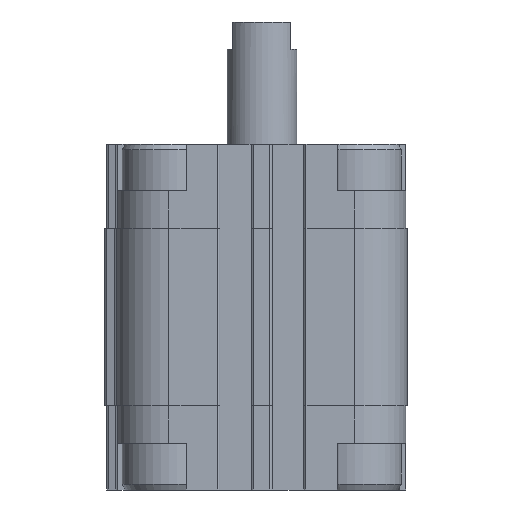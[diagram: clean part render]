
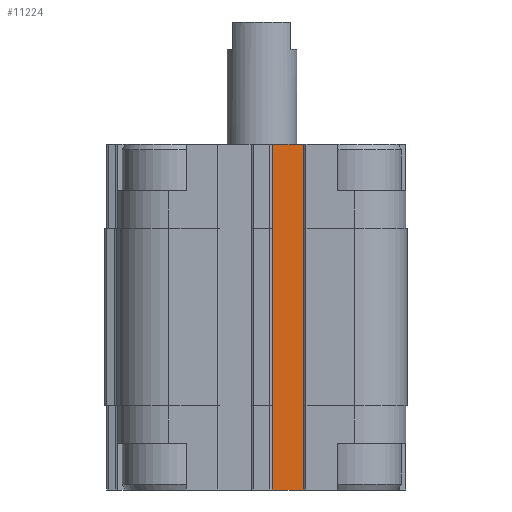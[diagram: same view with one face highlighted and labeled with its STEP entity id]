
A CAD part, left-side view. The second image highlights one B-rep face of the part: STEP entity #11224.
In plain terms, the highlighted face is planar.
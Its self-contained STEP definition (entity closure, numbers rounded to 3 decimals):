
#154=LINE('',#16923,#1208);
#345=LINE('',#17602,#1399);
#346=LINE('',#17604,#1400);
#347=LINE('',#17606,#1401);
#1208=VECTOR('',#13179,1000.);
#1399=VECTOR('',#13772,1000.);
#1400=VECTOR('',#13775,1000.);
#1401=VECTOR('',#13776,1000.);
#2218=PLANE('',#12102);
#3682=ORIENTED_EDGE('',*,*,#6562,.F.);
#3683=ORIENTED_EDGE('',*,*,#6895,.F.);
#3684=ORIENTED_EDGE('',*,*,#6896,.T.);
#3685=ORIENTED_EDGE('',*,*,#6897,.T.);
#6562=EDGE_CURVE('',#8212,#8213,#154,.T.);
#6895=EDGE_CURVE('',#8499,#8212,#345,.T.);
#6896=EDGE_CURVE('',#8499,#8500,#346,.T.);
#6897=EDGE_CURVE('',#8500,#8213,#347,.T.);
#8212=VERTEX_POINT('',#16922);
#8213=VERTEX_POINT('',#16924);
#8499=VERTEX_POINT('',#17601);
#8500=VERTEX_POINT('',#17605);
#9652=EDGE_LOOP('',(#3682,#3683,#3684,#3685));
#10426=FACE_BOUND('',#9652,.T.);
#11224=ADVANCED_FACE('',(#10426),#2218,.T.);
#12102=AXIS2_PLACEMENT_3D('',#17603,#13773,#13774);
#13179=DIRECTION('',(0.,1.,0.));
#13772=DIRECTION('',(0.,0.,1.));
#13773=DIRECTION('',(1.,0.,0.));
#13774=DIRECTION('',(0.,0.,-1.));
#13775=DIRECTION('',(0.,1.,0.));
#13776=DIRECTION('',(0.,0.,1.));
#16922=CARTESIAN_POINT('',(19.9,1.5,0.));
#16923=CARTESIAN_POINT('',(19.9,1.5,0.));
#16924=CARTESIAN_POINT('',(19.9,7.5,0.));
#17601=CARTESIAN_POINT('',(19.9,1.5,-59.5));
#17602=CARTESIAN_POINT('',(19.9,1.5,-14.5));
#17603=CARTESIAN_POINT('',(19.9,1.5,-14.5));
#17604=CARTESIAN_POINT('',(19.9,1.5,-59.5));
#17605=CARTESIAN_POINT('',(19.9,7.5,-59.5));
#17606=CARTESIAN_POINT('',(19.9,7.5,-14.5));
